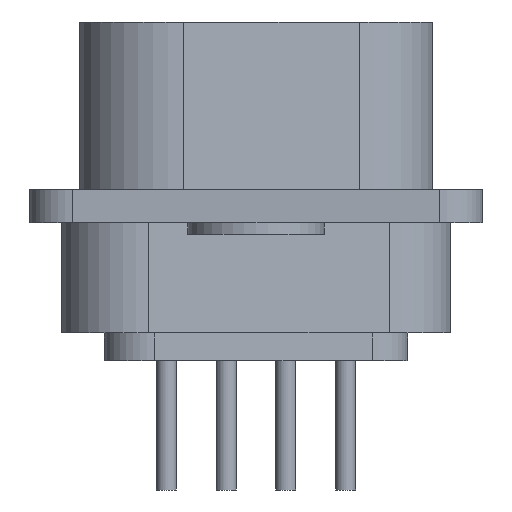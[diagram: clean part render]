
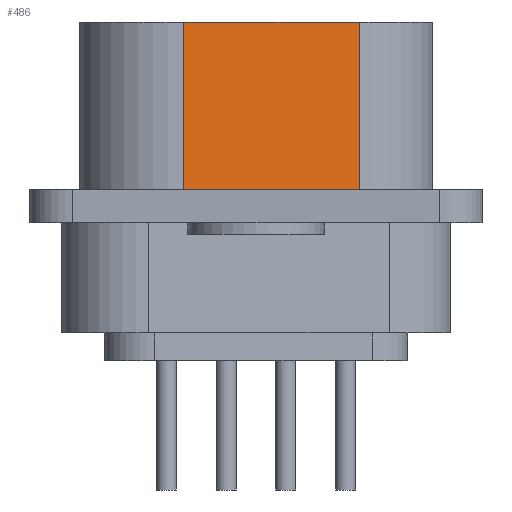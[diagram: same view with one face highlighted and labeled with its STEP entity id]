
A CAD part, left-side view. The second image highlights one B-rep face of the part: STEP entity #486.
In plain terms, the highlighted planar face has unit normal (-0.985, -0.174, 0).
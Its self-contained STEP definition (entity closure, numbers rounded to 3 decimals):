
#486=ADVANCED_FACE('',(#607),#560,.T.);
#560=PLANE('',#2481);
#607=FACE_OUTER_BOUND('',#677,.T.);
#677=EDGE_LOOP('',(#822,#823,#824,#825));
#822=ORIENTED_EDGE('',*,*,#1251,.F.);
#823=ORIENTED_EDGE('',*,*,#1252,.T.);
#824=ORIENTED_EDGE('',*,*,#1253,.T.);
#825=ORIENTED_EDGE('',*,*,#1249,.F.);
#1125=VERTEX_POINT('',#3288);
#1126=VERTEX_POINT('',#3290);
#1127=VERTEX_POINT('',#3294);
#1128=VERTEX_POINT('',#3296);
#1249=EDGE_CURVE('',#1125,#1126,#1654,.T.);
#1251=EDGE_CURVE('',#1127,#1125,#1655,.T.);
#1252=EDGE_CURVE('',#1127,#1128,#1656,.T.);
#1253=EDGE_CURVE('',#1128,#1126,#1657,.T.);
#1654=LINE('',#3289,#1780);
#1655=LINE('',#3293,#1781);
#1656=LINE('',#3295,#1782);
#1657=LINE('',#3297,#1783);
#1780=VECTOR('',#2737,1.);
#1781=VECTOR('',#2742,1.);
#1782=VECTOR('',#2743,1.);
#1783=VECTOR('',#2744,1.);
#2481=AXIS2_PLACEMENT_3D('',#3298,#2745,#2746);
#2737=DIRECTION('',(0.,0.,1.));
#2742=DIRECTION('',(-0.174,0.985,0.));
#2743=DIRECTION('',(0.,0.,1.));
#2744=DIRECTION('',(-0.174,0.985,0.));
#2745=DIRECTION('',(-0.985,-0.174,0.));
#2746=DIRECTION('',(0.174,-0.985,0.));
#3288=CARTESIAN_POINT('',(-26.933,2.522,0.));
#3289=CARTESIAN_POINT('',(-26.933,2.522,0.));
#3290=CARTESIAN_POINT('',(-26.933,2.522,5.84));
#3293=CARTESIAN_POINT('',(-25.854,-3.598,0.));
#3294=CARTESIAN_POINT('',(-25.854,-3.598,0.));
#3295=CARTESIAN_POINT('',(-25.854,-3.598,0.));
#3296=CARTESIAN_POINT('',(-25.854,-3.598,5.84));
#3297=CARTESIAN_POINT('',(-25.854,-3.598,5.84));
#3298=CARTESIAN_POINT('',(-26.933,2.522,0.));
